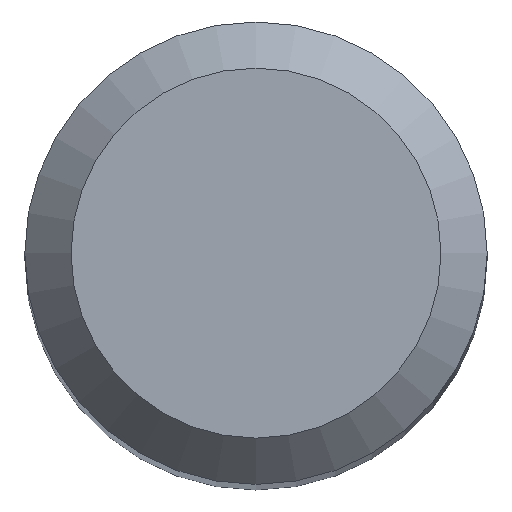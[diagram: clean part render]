
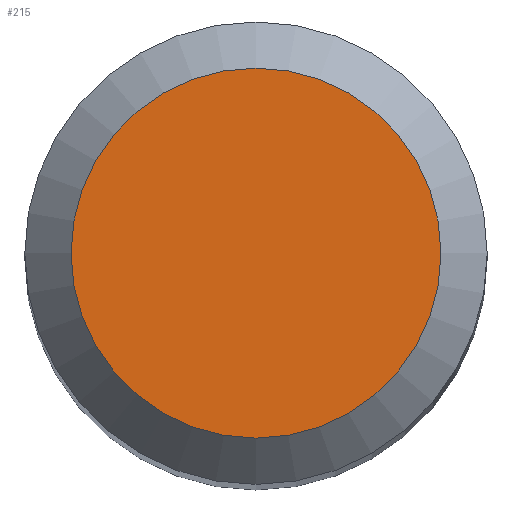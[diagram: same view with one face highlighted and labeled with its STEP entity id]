
A CAD part, top view. The second image highlights one B-rep face of the part: STEP entity #215.
In plain terms, the highlighted planar face has unit normal (0, 0, 1).
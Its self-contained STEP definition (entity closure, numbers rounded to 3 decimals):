
#4 = CARTESIAN_POINT ( 'NONE',  ( 0., 0., 38. ) ) ;
#33 = AXIS2_PLACEMENT_3D ( 'NONE', #4, #107, #196 ) ;
#55 = CARTESIAN_POINT ( 'NONE',  ( 0., 0., 38. ) ) ;
#58 = FACE_OUTER_BOUND ( 'NONE', #205, .T. ) ;
#107 = DIRECTION ( 'NONE',  ( 0., 0., -1. ) ) ;
#152 = CIRCLE ( 'NONE', #218, 1.2 ) ;
#156 = DIRECTION ( 'NONE',  ( 0., 1., 0. ) ) ;
#163 = CARTESIAN_POINT ( 'NONE',  ( 0., 1.2, 38. ) ) ;
#180 = DIRECTION ( 'NONE',  ( 0., 0., -1. ) ) ;
#192 = EDGE_CURVE ( 'NONE', #206, #206, #152, .T. ) ;
#196 = DIRECTION ( 'NONE',  ( 0., 1., 0. ) ) ;
#205 = EDGE_LOOP ( 'NONE', ( #207 ) ) ;
#206 = VERTEX_POINT ( 'NONE', #163 ) ;
#207 = ORIENTED_EDGE ( 'NONE', *, *, #192, .F. ) ;
#215 = ADVANCED_FACE ( 'NONE', ( #58 ), #217, .F. ) ;
#217 = PLANE ( 'NONE',  #33 ) ;
#218 = AXIS2_PLACEMENT_3D ( 'NONE', #55, #180, #156 ) ;
